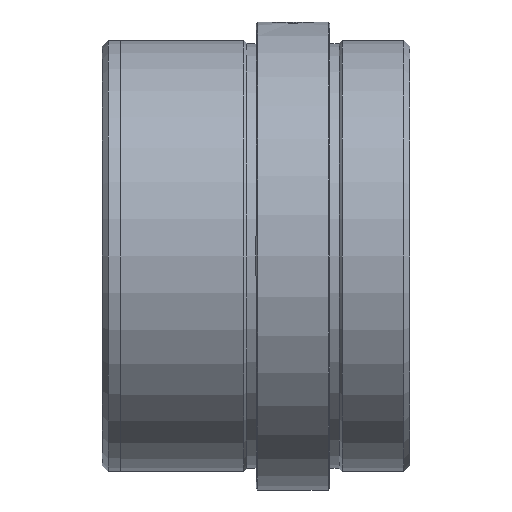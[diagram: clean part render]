
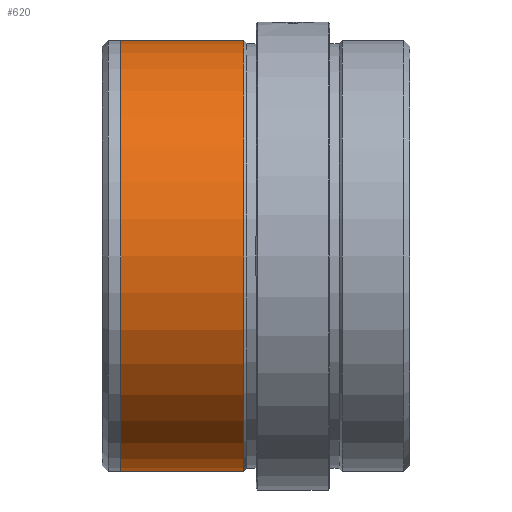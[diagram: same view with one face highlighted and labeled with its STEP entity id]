
A CAD part, left-side view. The second image highlights one B-rep face of the part: STEP entity #620.
In plain terms, the highlighted cylindrical face has radius 35 mm (diameter 70 mm), a partial arc.
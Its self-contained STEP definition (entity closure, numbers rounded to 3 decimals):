
#9 = CARTESIAN_POINT ( 'NONE',  ( 0., 47., -35. ) ) ;
#130 = EDGE_LOOP ( 'NONE', ( #882, #1838, #1777, #796 ) ) ;
#164 = CARTESIAN_POINT ( 'NONE',  ( 0., 27., -35. ) ) ;
#173 = CIRCLE ( 'NONE', #1481, 35. ) ;
#201 = AXIS2_PLACEMENT_3D ( 'NONE', #451, #622, #1751 ) ;
#340 = VERTEX_POINT ( 'NONE', #164 ) ;
#368 = LINE ( 'NONE', #1654, #423 ) ;
#423 = VECTOR ( 'NONE', #528, 1000. ) ;
#451 = CARTESIAN_POINT ( 'NONE',  ( 0., 0., 0. ) ) ;
#490 = CARTESIAN_POINT ( 'NONE',  ( 0., 47., 0. ) ) ;
#528 = DIRECTION ( 'NONE',  ( 0., -1., 0. ) ) ;
#535 = CIRCLE ( 'NONE', #1073, 35. ) ;
#607 = VERTEX_POINT ( 'NONE', #1055 ) ;
#620 = ADVANCED_FACE ( 'NONE', ( #1583 ), #1106, .T. ) ;
#622 = DIRECTION ( 'NONE',  ( 0., -1., 0. ) ) ;
#655 = CARTESIAN_POINT ( 'NONE',  ( 0., 47., 35. ) ) ;
#660 = DIRECTION ( 'NONE',  ( 0., 0., -1. ) ) ;
#752 = EDGE_CURVE ( 'NONE', #1214, #1232, #535, .T. ) ;
#796 = ORIENTED_EDGE ( 'NONE', *, *, #1510, .F. ) ;
#882 = ORIENTED_EDGE ( 'NONE', *, *, #1340, .F. ) ;
#920 = LINE ( 'NONE', #1936, #1363 ) ;
#953 = CARTESIAN_POINT ( 'NONE',  ( 0., 27., 0. ) ) ;
#961 = DIRECTION ( 'NONE',  ( 0., -1., 0. ) ) ;
#1055 = CARTESIAN_POINT ( 'NONE',  ( 0., 27., 35. ) ) ;
#1073 = AXIS2_PLACEMENT_3D ( 'NONE', #490, #1620, #660 ) ;
#1106 = CYLINDRICAL_SURFACE ( 'NONE', #201, 35. ) ;
#1117 = DIRECTION ( 'NONE',  ( 0., 0., -1. ) ) ;
#1214 = VERTEX_POINT ( 'NONE', #655 ) ;
#1232 = VERTEX_POINT ( 'NONE', #9 ) ;
#1340 = EDGE_CURVE ( 'NONE', #1214, #607, #368, .T. ) ;
#1363 = VECTOR ( 'NONE', #961, 1000. ) ;
#1481 = AXIS2_PLACEMENT_3D ( 'NONE', #953, #2092, #1117 ) ;
#1510 = EDGE_CURVE ( 'NONE', #607, #340, #173, .T. ) ;
#1583 = FACE_OUTER_BOUND ( 'NONE', #130, .T. ) ;
#1620 = DIRECTION ( 'NONE',  ( 0., -1., 0. ) ) ;
#1654 = CARTESIAN_POINT ( 'NONE',  ( 0., 0., 35. ) ) ;
#1751 = DIRECTION ( 'NONE',  ( 0., 0., -1. ) ) ;
#1777 = ORIENTED_EDGE ( 'NONE', *, *, #2097, .T. ) ;
#1838 = ORIENTED_EDGE ( 'NONE', *, *, #752, .T. ) ;
#1936 = CARTESIAN_POINT ( 'NONE',  ( 0., 0., -35. ) ) ;
#2092 = DIRECTION ( 'NONE',  ( 0., -1., 0. ) ) ;
#2097 = EDGE_CURVE ( 'NONE', #1232, #340, #920, .T. ) ;
